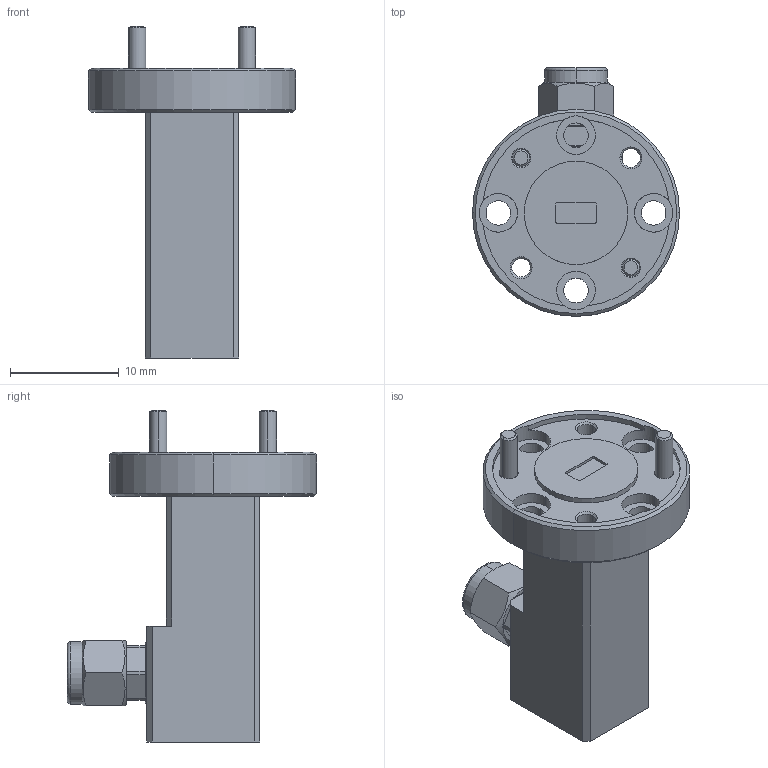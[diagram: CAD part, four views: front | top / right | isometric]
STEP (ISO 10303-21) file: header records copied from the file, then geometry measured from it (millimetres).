
FILE_DESCRIPTION (( 'STEP AP214' ), '1' );
FILE_NAME ('WC-VR-A, Male.STEP', '2023-04-04T23:33:58', ( '' ), ( '' ), 'SwSTEP 2.0', 'SolidWorks 2021', '' );
FILE_SCHEMA (( 'AUTOMOTIVE_DESIGN' ));
Length unit declared in the file: inch
Products named in the file (1): WC-VR-A, Male
Bounding box: 19.05 x 22.92 x 30.54 mm (x, y, z)
Volume: 2984.8 mm3; surface area: 2142.4 mm2
Topology: 3 solids, 3 shells, 177 faces, 431 edges, 273 vertices
Faces by surface type: cylinder 71, plane 64, cone 31, bspline 9, torus 2
Entity records: 7146 total; most frequent: CARTESIAN_POINT 2915, DIRECTION 885, ORIENTED_EDGE 862, EDGE_CURVE 431, AXIS2_PLACEMENT_3D 348, VERTEX_POINT 273, EDGE_LOOP 206, LINE 189
